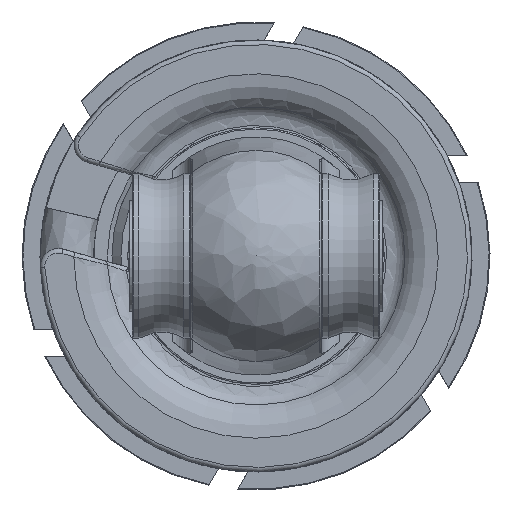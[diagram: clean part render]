
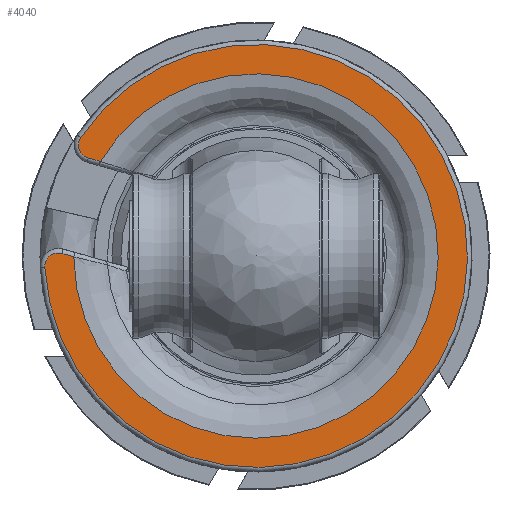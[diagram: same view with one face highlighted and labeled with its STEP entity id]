
A CAD part, left-side view. The second image highlights one B-rep face of the part: STEP entity #4040.
In plain terms, the highlighted planar face has unit normal (-1, 0, 0).
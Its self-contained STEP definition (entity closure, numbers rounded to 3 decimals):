
#3635 = VERTEX_POINT('',#3636);
#3636 = CARTESIAN_POINT('',(-127.5,25.094,-18.659));
#3677 = VERTEX_POINT('',#3678);
#3678 = CARTESIAN_POINT('',(-127.5,26.417,-18.292));
#3685 = EDGE_CURVE('',#3677,#3635,#3686,.T.);
#3686 = LINE('',#3687,#3688);
#3687 = CARTESIAN_POINT('',(-127.5,6.321,-23.871));
#3688 = VECTOR('',#3689,1.);
#3689 = DIRECTION('',(0.,-0.964,
    -0.268));
#3709 = VERTEX_POINT('',#3710);
#3710 = CARTESIAN_POINT('',(-127.5,28.317,-19.816));
#3717 = EDGE_CURVE('',#3709,#3677,#3718,.T.);
#3718 = CIRCLE('',#3719,1.5);
#3719 = AXIS2_PLACEMENT_3D('',#3720,#3721,#3722);
#3720 = CARTESIAN_POINT('',(-127.5,26.819,-19.737));
#3721 = DIRECTION('',(1.,0.,0.));
#3722 = DIRECTION('',(0.,0.626,0.78)
  );
#3741 = VERTEX_POINT('',#3742);
#3742 = CARTESIAN_POINT('',(-127.5,24.316,-5.407));
#3749 = EDGE_CURVE('',#3741,#3709,#3750,.T.);
#3750 = CIRCLE('',#3751,23.5);
#3751 = AXIS2_PLACEMENT_3D('',#3752,#3753,#3754);
#3752 = CARTESIAN_POINT('',(-127.5,4.85,-18.571));
#3753 = DIRECTION('',(1.,0.,0.));
#3754 = DIRECTION('',(0.,-0.964,
    -0.268));
#3773 = VERTEX_POINT('',#3774);
#3774 = CARTESIAN_POINT('',(-127.5,23.475,-7.693));
#3781 = EDGE_CURVE('',#3773,#3741,#3782,.T.);
#3782 = CIRCLE('',#3783,1.5);
#3783 = AXIS2_PLACEMENT_3D('',#3784,#3785,#3786);
#3784 = CARTESIAN_POINT('',(-127.5,23.074,-6.247));
#3785 = DIRECTION('',(1.,0.,0.));
#3786 = DIRECTION('',(0.,0.938,-0.345)
  );
#3799 = VERTEX_POINT('',#3800);
#3800 = CARTESIAN_POINT('',(-127.5,22.151,-8.06));
#3807 = EDGE_CURVE('',#3799,#3773,#3808,.T.);
#3808 = LINE('',#3809,#3810);
#3809 = CARTESIAN_POINT('',(-127.5,15.423,-9.928));
#3810 = VECTOR('',#3811,1.);
#3811 = DIRECTION('',(0.,0.964,0.268)
  );
#4003 = EDGE_CURVE('',#3799,#3635,#4004,.T.);
#4004 = CIRCLE('',#4005,20.245);
#4005 = AXIS2_PLACEMENT_3D('',#4006,#4007,#4008);
#4006 = CARTESIAN_POINT('',(-127.5,4.85,-18.571));
#4007 = DIRECTION('',(1.,0.,0.));
#4008 = DIRECTION('',(0.,-0.268,0.964
    ));
#4040 = ADVANCED_FACE('',(#4041),#4049,.T.);
#4041 = FACE_BOUND('',#4042,.T.);
#4042 = EDGE_LOOP('',(#4043,#4044,#4045,#4046,#4047,#4048));
#4043 = ORIENTED_EDGE('',*,*,#3807,.F.);
#4044 = ORIENTED_EDGE('',*,*,#4003,.T.);
#4045 = ORIENTED_EDGE('',*,*,#3685,.F.);
#4046 = ORIENTED_EDGE('',*,*,#3717,.F.);
#4047 = ORIENTED_EDGE('',*,*,#3749,.F.);
#4048 = ORIENTED_EDGE('',*,*,#3781,.F.);
#4049 = PLANE('',#4050);
#4050 = AXIS2_PLACEMENT_3D('',#4051,#4052,#4053);
#4051 = CARTESIAN_POINT('',(-127.5,-1.571,4.554));
#4052 = DIRECTION('',(-1.,0.,0.));
#4053 = DIRECTION('',(0.,-0.964,
    -0.268));
